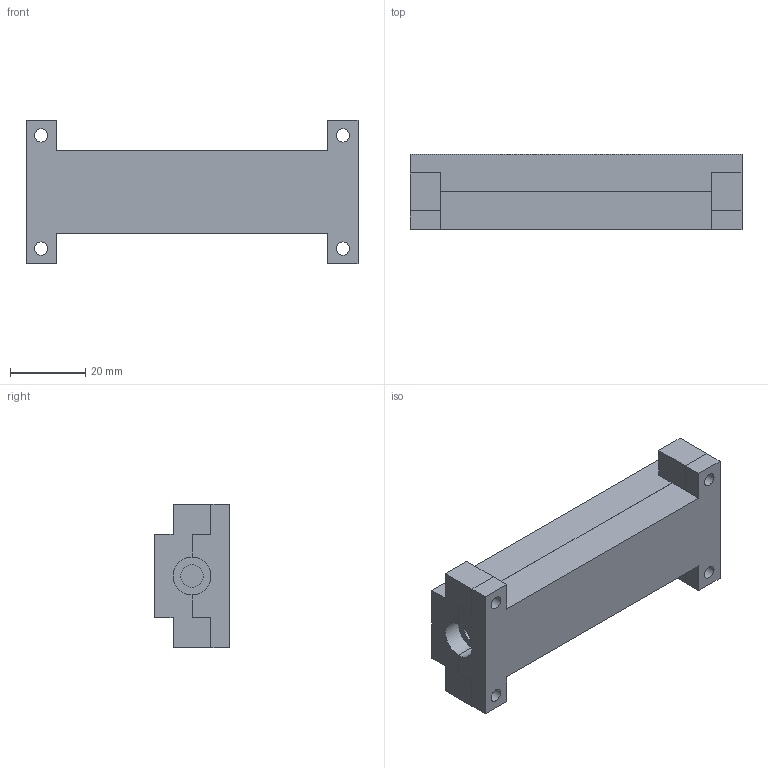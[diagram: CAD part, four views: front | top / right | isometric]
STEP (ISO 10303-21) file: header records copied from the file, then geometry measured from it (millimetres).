
FILE_DESCRIPTION(/* description */ (''),/* implementation_level */ '2;1');
FILE_NAME(/* name */ 'antenna_assemb.stp',/* time_stamp */ '2023-10-30T17:45:58+08:00',/* author */ ('310611102'),/* organization */ (''),/* preprocessor_version */ 'ST-DEVELOPER v19',/* originating_system */ 'Autodesk Inventor 2023',/* authorisation */ '');
FILE_SCHEMA (('AUTOMOTIVE_DESIGN { 1 0 10303 214 3 1 1 }'));
Length unit declared in the file: millimetre
Products named in the file (4): antenna_assemb; stick_antenna_case; stick_antenna_434MHz; stick_antenna__case_cap
Assembly tree (3 placements, depth 2):
  antenna_assemb
    stick_antenna_case
    stick_antenna_434MHz
    stick_antenna__case_cap
Bounding box: 88 x 20 x 38 mm (x, y, z)
Volume: 41011.8 mm3; surface area: 19254.6 mm2
Topology: 3 solids, 3 shells, 80 faces, 209 edges, 137 vertices
Faces by surface type: plane 54, cylinder 20, cone 6
Full cylindrical faces by diameter (mm): 3.5 x8, 6 x1, 10 x1, 12 x1, 12.8 x1
Entity records: 2617 total; most frequent: CARTESIAN_POINT 433, DIRECTION 426, ORIENTED_EDGE 418, EDGE_CURVE 209, LINE 166, VECTOR 166, VERTEX_POINT 137, AXIS2_PLACEMENT_3D 130
